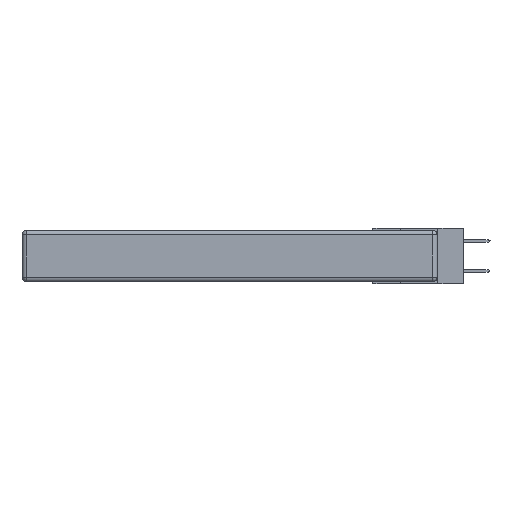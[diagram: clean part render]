
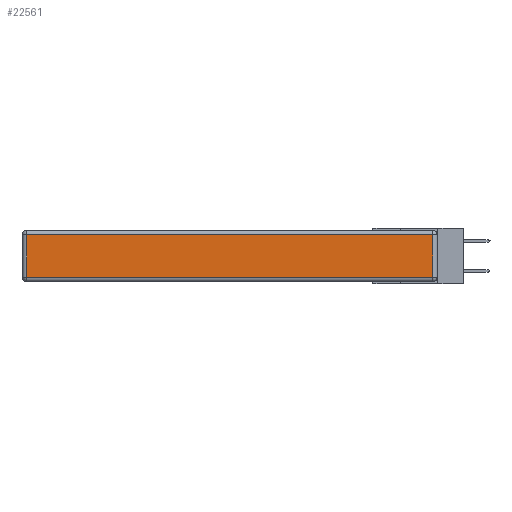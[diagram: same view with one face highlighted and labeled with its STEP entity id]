
A CAD part, left-side view. The second image highlights one B-rep face of the part: STEP entity #22561.
In plain terms, the highlighted planar face has unit normal (-1, 0, 0).
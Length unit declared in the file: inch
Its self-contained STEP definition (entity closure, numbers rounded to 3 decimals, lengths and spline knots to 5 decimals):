
#207 = EDGE_CURVE ( 'NONE', #17968, #7534, #23473, .T. ) ;
#909 = CARTESIAN_POINT ( 'NONE',  ( 0., 2.72, -0.343 ) ) ;
#919 = EDGE_CURVE ( 'NONE', #7534, #5641, #7276, .T. ) ;
#1095 = DIRECTION ( 'NONE',  ( 0., 1., 0. ) ) ;
#2240 = LINE ( 'NONE', #12642, #14610 ) ;
#2378 = VECTOR ( 'NONE', #6587, 39.37008 ) ;
#2693 = FACE_OUTER_BOUND ( 'NONE', #5895, .T. ) ;
#3518 = VECTOR ( 'NONE', #1095, 39.37008 ) ;
#5641 = VERTEX_POINT ( 'NONE', #20464 ) ;
#5895 = EDGE_LOOP ( 'NONE', ( #20302, #6605, #16703, #22762 ) ) ;
#6587 = DIRECTION ( 'NONE',  ( 0., -1., 0. ) ) ;
#6605 = ORIENTED_EDGE ( 'NONE', *, *, #8663, .T. ) ;
#7276 = LINE ( 'NONE', #20781, #2378 ) ;
#7534 = VERTEX_POINT ( 'NONE', #10295 ) ;
#7536 = LINE ( 'NONE', #23356, #3518 ) ;
#8663 = EDGE_CURVE ( 'NONE', #5641, #18382, #2240, .T. ) ;
#10295 = CARTESIAN_POINT ( 'NONE',  ( 0., 2.72, -0.313 ) ) ;
#11487 = DIRECTION ( 'NONE',  ( 0., 0., 1. ) ) ;
#11961 = CARTESIAN_POINT ( 'NONE',  ( 0., 2.72, -0.03 ) ) ;
#12044 = DIRECTION ( 'NONE',  ( 0., 0., -1. ) ) ;
#12642 = CARTESIAN_POINT ( 'NONE',  ( 0., 0.03, -0.343 ) ) ;
#14610 = VECTOR ( 'NONE', #18210, 39.37008 ) ;
#15184 = PLANE ( 'NONE',  #15660 ) ;
#15660 = AXIS2_PLACEMENT_3D ( 'NONE', #22306, #20692, #11487 ) ;
#15664 = VECTOR ( 'NONE', #12044, 39.37008 ) ;
#16703 = ORIENTED_EDGE ( 'NONE', *, *, #23553, .T. ) ;
#17968 = VERTEX_POINT ( 'NONE', #11961 ) ;
#18210 = DIRECTION ( 'NONE',  ( 0., 0., 1. ) ) ;
#18382 = VERTEX_POINT ( 'NONE', #21095 ) ;
#20302 = ORIENTED_EDGE ( 'NONE', *, *, #919, .T. ) ;
#20464 = CARTESIAN_POINT ( 'NONE',  ( 0., 0.03, -0.313 ) ) ;
#20692 = DIRECTION ( 'NONE',  ( -1., 0., 0. ) ) ;
#20781 = CARTESIAN_POINT ( 'NONE',  ( 0., 0., -0.313 ) ) ;
#21095 = CARTESIAN_POINT ( 'NONE',  ( 0., 0.03, -0.03 ) ) ;
#22306 = CARTESIAN_POINT ( 'NONE',  ( 0., 0., -0.343 ) ) ;
#22561 = ADVANCED_FACE ( 'NONE', ( #2693 ), #15184, .T. ) ;
#22762 = ORIENTED_EDGE ( 'NONE', *, *, #207, .T. ) ;
#23356 = CARTESIAN_POINT ( 'NONE',  ( 0., 2.75, -0.03 ) ) ;
#23473 = LINE ( 'NONE', #909, #15664 ) ;
#23553 = EDGE_CURVE ( 'NONE', #18382, #17968, #7536, .T. ) ;
